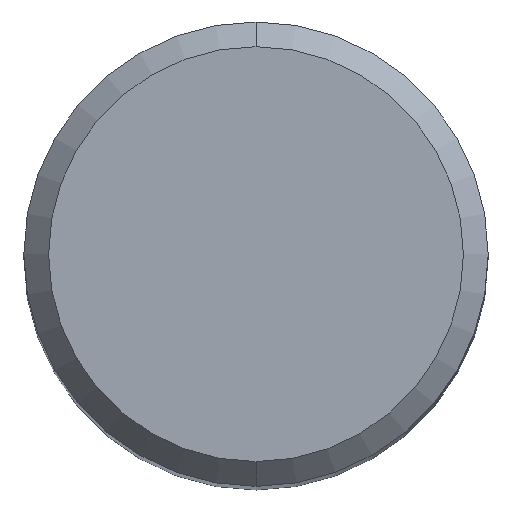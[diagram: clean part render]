
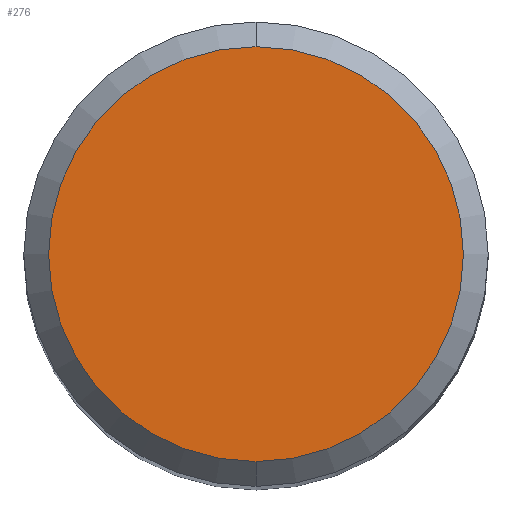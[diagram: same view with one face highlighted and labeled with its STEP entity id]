
A CAD part, top view. The second image highlights one B-rep face of the part: STEP entity #276.
In plain terms, the highlighted planar face has unit normal (0, 0, 1).
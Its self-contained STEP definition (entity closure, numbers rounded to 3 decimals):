
#216=EDGE_CURVE('',#268,#262,#520,.T.);
#262=VERTEX_POINT('',#572);
#268=VERTEX_POINT('',#578);
#276=ADVANCED_FACE('',(#587),#588,.T.);
#438=EDGE_CURVE('',#262,#268,#768,.T.);
#520=CIRCLE('',#883,6.7);
#572=CARTESIAN_POINT('',(0.,-6.7,0.0));
#578=CARTESIAN_POINT('',(0.0,6.7,0.0));
#587=FACE_OUTER_BOUND('',#1066,.T.);
#588=PLANE('',#1067);
#768=CIRCLE('',#1435,6.7);
#883=AXIS2_PLACEMENT_3D('',#1529,#1530,#1531);
#1066=EDGE_LOOP('',(#1608,#1609));
#1067=AXIS2_PLACEMENT_3D('',#1610,#1611,#1612);
#1435=AXIS2_PLACEMENT_3D('',#1812,#1813,#1814);
#1529=CARTESIAN_POINT('',(0.0,0.0,0.0));
#1530=DIRECTION('',(0.0,0.0,-1.0));
#1531=DIRECTION('',(0.0,1.0,0.0));
#1608=ORIENTED_EDGE('',*,*,#216,.F.);
#1609=ORIENTED_EDGE('',*,*,#438,.F.);
#1610=CARTESIAN_POINT('',(0.0,3.35,0.0));
#1611=DIRECTION('',(-0.0,0.0,1.0));
#1612=DIRECTION('',(0.0,-1.0,0.0));
#1812=CARTESIAN_POINT('',(0.0,0.0,0.0));
#1813=DIRECTION('',(0.0,0.0,-1.0));
#1814=DIRECTION('',(0.0,1.0,0.0));
